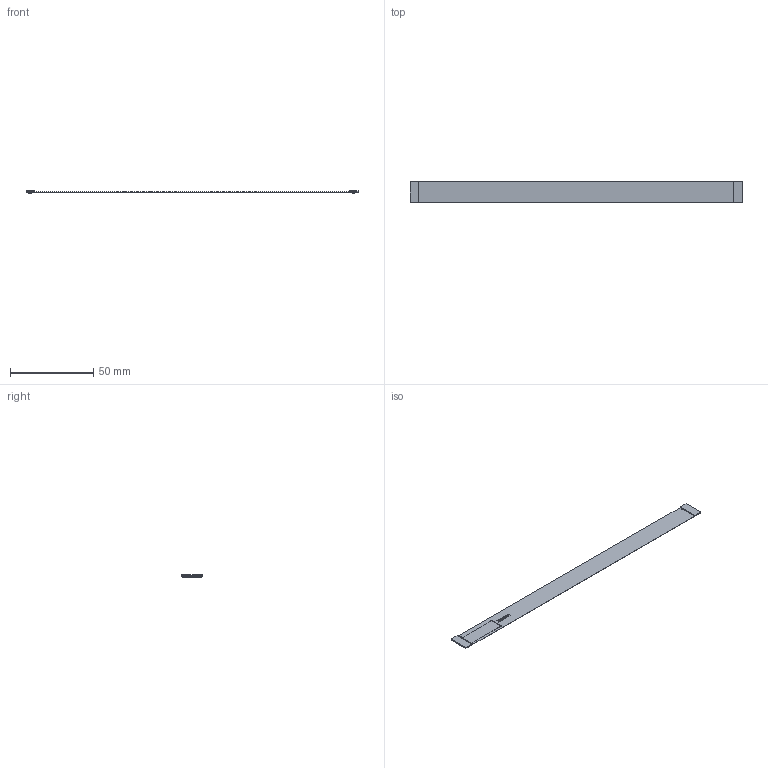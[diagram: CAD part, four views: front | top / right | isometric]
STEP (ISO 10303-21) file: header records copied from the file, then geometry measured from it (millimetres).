
FILE_DESCRIPTION(/* description */ (''),/* implementation_level */ '2;1');
FILE_NAME(/* name */ 'PCB0308A_.step',/* time_stamp */ '2023-07-10T09:25:11+01:00',/* author */ (''),/* organization */ (''),/* preprocessor_version */ 'ST-DEVELOPER v19.2',/* originating_system */ 'Autodesk Translation Framework v12.6.0.85',/* authorisation */ '');
FILE_SCHEMA (('AUTOMOTIVE_DESIGN { 1 0 10303 214 3 1 1 }'));
Products named in the file (10): PCB0308A; DesignRootModel; uid__9223372036854834915; Submodel-20709-050E_part_20709-050E; Submodel-C:UsersConorclarkeDesktop3d-filestodoB0308A-Fin_PCB3DImporte
dPartModels20709-050EC RECE ASSY STEP R1.STEP; 20709-050EC RECE ASSY STEP R1.xtd; Submodel-20708-050E_part_20708-050E; Submodel-C:UsersConorclarkeDesktop3d-filestodoB0308A-Fin_PCB3DImporte
dPartModels20708-050EC PLUG ASSY STEP R1.STEP; 20708-050EC PLUG ASSY STEP R1.xtd; PCB0308A_Copper
Assembly tree (9 placements, depth 5):
  PCB0308A
    DesignRootModel
      uid__9223372036854834915
      Submodel-20709-050E_part_20709-050E
        Submodel-C:UsersConorclarkeDesktop3d-filestodoB0308A-Fin_PCB3DImporte
dPartModels20709-050EC RECE ASSY STEP R1.STEP
          20709-050EC RECE ASSY STEP R1.xtd
      Submodel-20708-050E_part_20708-050E
        Submodel-C:UsersConorclarkeDesktop3d-filestodoB0308A-Fin_PCB3DImporte
dPartModels20708-050EC PLUG ASSY STEP R1.STEP
          20708-050EC PLUG ASSY STEP R1.xtd
    PCB0308A_Copper
Bounding box: 200 x 12.5 x 1.45 mm (x, y, z)
Volume: 559.2 mm3; surface area: 10582 mm2
Topology: 102 solids, 102 shells, 6739 faces, 18023 edges, 11584 vertices
Faces by surface type: plane 5321, cylinder 902, cone 504, sphere 8, bspline 4
Full cylindrical faces by diameter (mm): 0.203 x142, 0.406 x32
Entity records: 207529 total; most frequent: CARTESIAN_POINT 37361, ORIENTED_EDGE 36030, DIRECTION 33835, EDGE_CURVE 18015, LINE 14879, VECTOR 14879, VERTEX_POINT 11584, AXIS2_PLACEMENT_3D 9478
